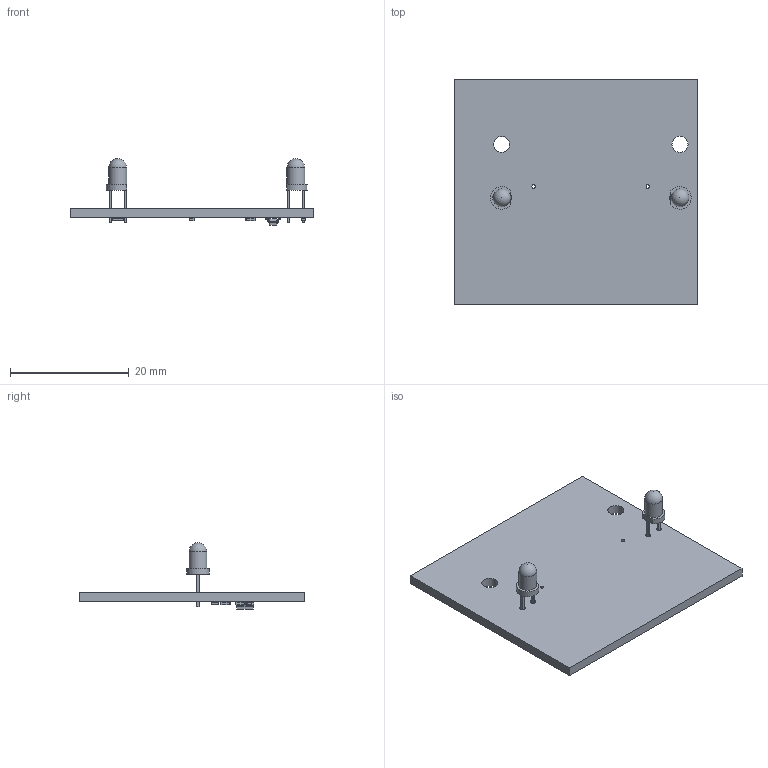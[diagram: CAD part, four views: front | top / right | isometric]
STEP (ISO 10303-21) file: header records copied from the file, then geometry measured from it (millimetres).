
FILE_DESCRIPTION(('KiCad electronic assembly'),'2;1');
FILE_NAME('Xaar128-Adapter.step','2024-01-10T11:18:12',('Pcbnew'),( 'Kicad'),'Open CASCADE STEP processor 7.7','KiCad to STEP converter' ,'Unknown');
FILE_SCHEMA(('AUTOMOTIVE_DESIGN { 1 0 10303 214 1 1 1 1 }'));
Length unit declared in the file: millimetre
Products named in the file (10): Xaar128-Adapter 1; LED_D3.0mm; SOLID; R_0603_1608Metric; SOT-23; R_0805_2012Metric; Xaar128-Adapter PCB
Assembly tree (13 placements, depth 3):
  Xaar128-Adapter 1
    LED_D3.0mm  x2
      SOLID
    R_0603_1608Metric  x4
      SOLID
    SOT-23
      SOLID
    R_0805_2012Metric
      SOLID
    Xaar128-Adapter PCB
Bounding box: 41 x 38 x 11.2 mm (x, y, z)
Volume: 2555.7 mm3; surface area: 3605.6 mm2
Topology: 9 solids, 9 shells, 252 faces, 630 edges, 398 vertices
Faces by surface type: plane 159, cylinder 64, bspline 27, sphere 2
Full cylindrical faces by diameter (mm): 0.6 x2, 0.9 x4, 2.7 x2, 3 x2
Entity records: 11071 total; most frequent: CARTESIAN_POINT 2119, DIRECTION 1408, LINE 929, VECTOR 929, ORIENTED_EDGE 780, PCURVE 780, DEFINITIONAL_REPRESENTATION 780, EDGE_CURVE 390
